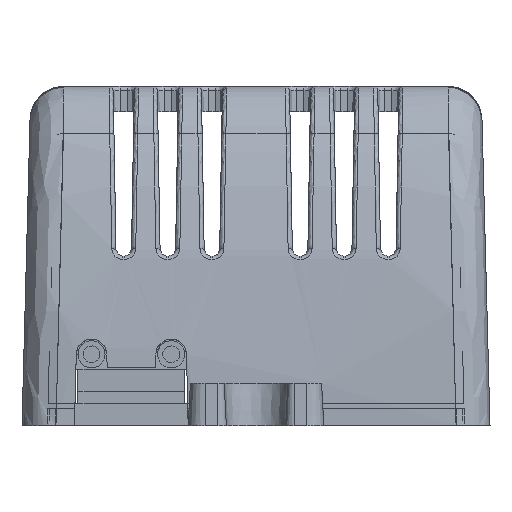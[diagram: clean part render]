
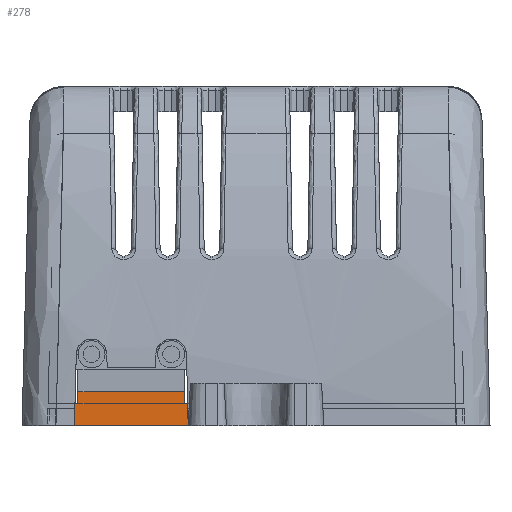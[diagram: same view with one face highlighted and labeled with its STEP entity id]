
A CAD part, left-side view. The second image highlights one B-rep face of the part: STEP entity #278.
In plain terms, the highlighted planar face has unit normal (-1, 0, 0).
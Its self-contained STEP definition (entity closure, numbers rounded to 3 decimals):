
#278=ADVANCED_FACE('',(#15439),#15441,.T.);
#15439=FACE_BOUND('',#15440,.T.);
#15440=EDGE_LOOP('',(#64644,#64645,#64646,#64647,#64648,#64649,#64650,#64651,#64652,
#64653,#64654,#64655));
#15441=PLANE('',#15442);
#15442=AXIS2_PLACEMENT_3D('',#15443,#15444,#15445);
#15443=CARTESIAN_POINT('',(-63.9,-11.8,2.));
#15444=DIRECTION('',(-1.,0.,0.));
#15445=DIRECTION('',(0.,1.,0.));
#64644=ORIENTED_EDGE('',*,*,#74138,.T.);
#64645=ORIENTED_EDGE('',*,*,#73955,.F.);
#64646=ORIENTED_EDGE('',*,*,#74117,.F.);
#64647=ORIENTED_EDGE('',*,*,#73987,.F.);
#64648=ORIENTED_EDGE('',*,*,#74139,.T.);
#64649=ORIENTED_EDGE('',*,*,#73980,.T.);
#64650=ORIENTED_EDGE('',*,*,#74115,.F.);
#64651=ORIENTED_EDGE('',*,*,#73972,.F.);
#64652=ORIENTED_EDGE('',*,*,#74140,.T.);
#64653=ORIENTED_EDGE('',*,*,#74141,.T.);
#64654=ORIENTED_EDGE('',*,*,#74142,.F.);
#64655=ORIENTED_EDGE('',*,*,#74143,.F.);
#73955=EDGE_CURVE('',#78569,#78571,#78572,.F.);
#73972=EDGE_CURVE('',#78597,#78599,#78600,.F.);
#73980=EDGE_CURVE('',#78614,#78612,#78615,.T.);
#73987=EDGE_CURVE('',#78624,#78626,#78627,.T.);
#74115=EDGE_CURVE('',#78599,#78612,#78874,.T.);
#74117=EDGE_CURVE('',#78626,#78569,#78876,.T.);
#74138=EDGE_CURVE('',#78916,#78571,#78917,.T.);
#74139=EDGE_CURVE('',#78624,#78614,#78918,.F.);
#74140=EDGE_CURVE('',#78597,#78919,#78920,.T.);
#74141=EDGE_CURVE('',#78919,#78921,#78922,.T.);
#74142=EDGE_CURVE('',#78923,#78921,#78924,.T.);
#74143=EDGE_CURVE('',#78916,#78923,#78925,.T.);
#78569=VERTEX_POINT('',#86188);
#78571=VERTEX_POINT('',#86192);
#78572=LINE('',#86193,#86194);
#78597=VERTEX_POINT('',#86318);
#78599=VERTEX_POINT('',#86322);
#78600=LINE('',#86323,#86324);
#78612=VERTEX_POINT('',#86355);
#78614=VERTEX_POINT('',#86359);
#78615=LINE('',#86360,#86361);
#78624=VERTEX_POINT('',#86381);
#78626=VERTEX_POINT('',#86385);
#78627=LINE('',#86386,#86387);
#78874=LINE('',#88248,#88249);
#78876=LINE('',#88254,#88255);
#78916=VERTEX_POINT('',#88404);
#78917=LINE('',#88405,#88406);
#78918=LINE('',#88408,#88409);
#78919=VERTEX_POINT('',#88411);
#78920=LINE('',#88412,#88413);
#78921=VERTEX_POINT('',#88415);
#78922=LINE('',#88416,#88417);
#78923=VERTEX_POINT('',#88419);
#78924=LINE('',#88420,#88421);
#78925=LINE('',#88423,#88424);
#86188=CARTESIAN_POINT('',(-63.9,4.031,1.3));
#86192=CARTESIAN_POINT('',(-63.9,4.024,1.));
#86193=CARTESIAN_POINT('',(-63.9,4.024,1.));
#86194=VECTOR('',#86195,1.);
#86195=DIRECTION('',(0.,0.024,1.));
#86318=CARTESIAN_POINT('',(-63.9,10.684,1.));
#86322=CARTESIAN_POINT('',(-63.9,10.676,1.3));
#86323=CARTESIAN_POINT('',(-63.9,10.676,1.3));
#86324=VECTOR('',#86325,1.);
#86325=DIRECTION('',(0.,0.026,-1.));
#86355=CARTESIAN_POINT('',(-63.9,10.5,1.3));
#86359=CARTESIAN_POINT('',(-63.9,10.5,2.));
#86360=CARTESIAN_POINT('',(-63.9,10.5,2.));
#86361=VECTOR('',#86362,1.);
#86362=DIRECTION('',(0.,0.,-1.));
#86381=CARTESIAN_POINT('',(-63.9,4.2,2.));
#86385=CARTESIAN_POINT('',(-63.9,4.2,1.3));
#86386=CARTESIAN_POINT('',(-63.9,4.2,2.));
#86387=VECTOR('',#86388,1.);
#86388=DIRECTION('',(0.,0.,-1.));
#88248=CARTESIAN_POINT('',(-63.9,10.676,1.3));
#88249=VECTOR('',#88250,1.);
#88250=DIRECTION('',(0.,-1.,0.));
#88254=CARTESIAN_POINT('',(-63.9,4.2,1.3));
#88255=VECTOR('',#88256,1.);
#88256=DIRECTION('',(0.,-1.,0.));
#88404=CARTESIAN_POINT('',(-63.9,-11.8,1.));
#88405=CARTESIAN_POINT('',(-63.9,-11.8,1.));
#88406=VECTOR('',#88407,1.);
#88407=DIRECTION('',(0.,1.,0.));
#88408=CARTESIAN_POINT('',(-63.9,10.5,2.));
#88409=VECTOR('',#88410,1.);
#88410=DIRECTION('',(0.,-1.,0.));
#88411=CARTESIAN_POINT('',(-63.9,11.8,1.));
#88412=CARTESIAN_POINT('',(-63.9,10.684,1.));
#88413=VECTOR('',#88414,1.);
#88414=DIRECTION('',(0.,1.,0.));
#88415=CARTESIAN_POINT('',(-63.9,11.8,0.));
#88416=CARTESIAN_POINT('',(-63.9,11.8,1.));
#88417=VECTOR('',#88418,1.);
#88418=DIRECTION('',(0.,0.,-1.));
#88419=CARTESIAN_POINT('',(-63.9,-11.8,0.));
#88420=CARTESIAN_POINT('',(-63.9,-11.8,0.));
#88421=VECTOR('',#88422,1.);
#88422=DIRECTION('',(0.,1.,0.));
#88423=CARTESIAN_POINT('',(-63.9,-11.8,1.));
#88424=VECTOR('',#88425,1.);
#88425=DIRECTION('',(0.,0.,-1.));
